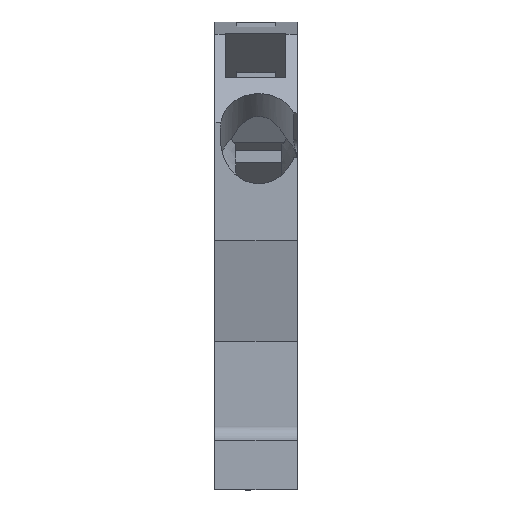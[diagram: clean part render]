
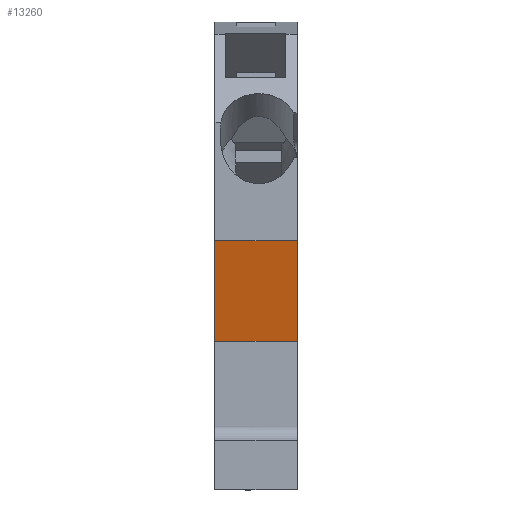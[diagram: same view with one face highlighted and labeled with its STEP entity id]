
A CAD part, front view. The second image highlights one B-rep face of the part: STEP entity #13260.
In plain terms, the highlighted face is planar.
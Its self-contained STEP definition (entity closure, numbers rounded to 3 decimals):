
#530=CARTESIAN_POINT('',(89.07,127.774,
4.75));
#540=VERTEX_POINT('',#530);
#570=CARTESIAN_POINT('',(79.623,136.584,
4.75));
#580=DIRECTION('',(0.731,-0.682,
0.));
#590=VECTOR('',#580,1.);
#600=LINE('',#570,#590);
#610=CARTESIAN_POINT('',(84.342,132.183,
4.75));
#620=VERTEX_POINT('',#610);
#630=EDGE_CURVE('',#620,#540,#600,.T.);
#10660=CARTESIAN_POINT('',(84.342,132.183,9.9));
#10670=VERTEX_POINT('',#10660);
#10700=CARTESIAN_POINT('',(92.837,124.262,9.9));
#10710=DIRECTION('',(0.731,-0.682,
0.));
#10720=VECTOR('',#10710,1.);
#10730=LINE('',#10700,#10720);
#10740=CARTESIAN_POINT('',(89.07,127.774,9.9));
#10750=VERTEX_POINT('',#10740);
#10760=EDGE_CURVE('',#10670,#10750,#10730,.T.);
#13050=CARTESIAN_POINT('',(84.342,132.183,
-0.4));
#13060=DIRECTION('',(0.682,0.731,
0.));
#13070=DIRECTION('',(-0.731,0.682,
0.));
#13080=AXIS2_PLACEMENT_3D('',#13050,#13060,#13070);
#13090=PLANE('',#13080);
#13100=CARTESIAN_POINT('',(89.07,127.774,
-0.1));
#13110=DIRECTION('',(0.,0.,1.));
#13120=VECTOR('',#13110,1.);
#13130=LINE('',#13100,#13120);
#13140=EDGE_CURVE('',#540,#10750,#13130,.T.);
#13150=ORIENTED_EDGE('',*,*,#13140,.F.);
#13160=ORIENTED_EDGE('',*,*,#10760,.T.);
#13170=CARTESIAN_POINT('',(84.342,132.183,
-0.1));
#13180=DIRECTION('',(0.,0.,1.));
#13190=VECTOR('',#13180,1.);
#13200=LINE('',#13170,#13190);
#13210=EDGE_CURVE('',#620,#10670,#13200,.T.);
#13220=ORIENTED_EDGE('',*,*,#13210,.T.);
#13230=ORIENTED_EDGE('',*,*,#630,.F.);
#13240=EDGE_LOOP('',(#13230,#13220,#13160,#13150));
#13250=FACE_OUTER_BOUND('',#13240,.T.);
#13260=ADVANCED_FACE('',(#13250),#13090,.T.);
